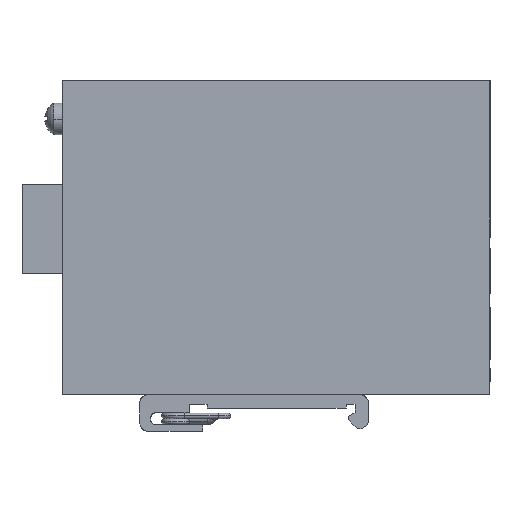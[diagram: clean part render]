
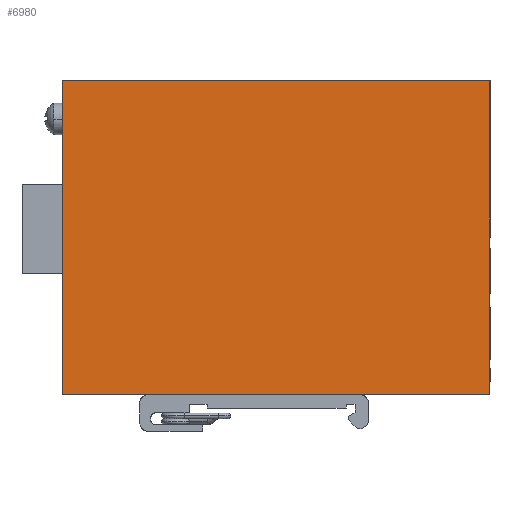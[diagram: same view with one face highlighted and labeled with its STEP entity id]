
A CAD part, left-side view. The second image highlights one B-rep face of the part: STEP entity #6980.
In plain terms, the highlighted planar face has unit normal (-1, 0, 0).
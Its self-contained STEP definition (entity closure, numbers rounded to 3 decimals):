
#6962=AXIS2_PLACEMENT_3D('Plane Axis2P3D',#6959,#6960,#6961) ;
#1016=CARTESIAN_POINT('Line Origine',(0.,95.,43.1)) ;
#1020=CARTESIAN_POINT('Vertex',(0.,95.,8.2)) ;
#1022=CARTESIAN_POINT('Vertex',(0.,95.,78.)) ;
#5866=CARTESIAN_POINT('Line Origine',(0.,0.,43.1)) ;
#5870=CARTESIAN_POINT('Vertex',(0.,0.,78.)) ;
#5872=CARTESIAN_POINT('Vertex',(0.,0.,8.2)) ;
#6959=CARTESIAN_POINT('Axis2P3D Location',(0.,47.5,48.725)) ;
#6964=CARTESIAN_POINT('Line Origine',(0.,47.5,8.2)) ;
#6969=CARTESIAN_POINT('Line Origine',(0.,47.5,78.)) ;
#1017=DIRECTION('Vector Direction',(0.,0.,1.)) ;
#5867=DIRECTION('Vector Direction',(0.,0.,-1.)) ;
#6960=DIRECTION('Axis2P3D Direction',(-1.,0.,0.)) ;
#6961=DIRECTION('Axis2P3D XDirection',(0.,1.,0.)) ;
#6965=DIRECTION('Vector Direction',(0.,-1.,0.)) ;
#6970=DIRECTION('Vector Direction',(0.,1.,0.)) ;
#1018=VECTOR('Line Direction',#1017,1.) ;
#5868=VECTOR('Line Direction',#5867,1.) ;
#6966=VECTOR('Line Direction',#6965,1.) ;
#6971=VECTOR('Line Direction',#6970,1.) ;
#6975=ORIENTED_EDGE('',*,*,#1024,.F.) ;
#6976=ORIENTED_EDGE('',*,*,#6968,.T.) ;
#6977=ORIENTED_EDGE('',*,*,#5874,.F.) ;
#6978=ORIENTED_EDGE('',*,*,#6973,.T.) ;
#6980=ADVANCED_FACE('SWITCH',(#6979),#6963,.T.) ;
#1024=EDGE_CURVE('',#1021,#1023,#1019,.T.) ;
#5874=EDGE_CURVE('',#5871,#5873,#5869,.T.) ;
#6968=EDGE_CURVE('',#1021,#5873,#6967,.T.) ;
#6973=EDGE_CURVE('',#5871,#1023,#6972,.T.) ;
#6974=EDGE_LOOP('',(#6975,#6976,#6977,#6978)) ;
#6979=FACE_OUTER_BOUND('',#6974,.T.) ;
#1019=LINE('Line',#1016,#1018) ;
#5869=LINE('Line',#5866,#5868) ;
#6967=LINE('Line',#6964,#6966) ;
#6972=LINE('Line',#6969,#6971) ;
#6963=PLANE('',#6962) ;
#1021=VERTEX_POINT('',#1020) ;
#1023=VERTEX_POINT('',#1022) ;
#5871=VERTEX_POINT('',#5870) ;
#5873=VERTEX_POINT('',#5872) ;
